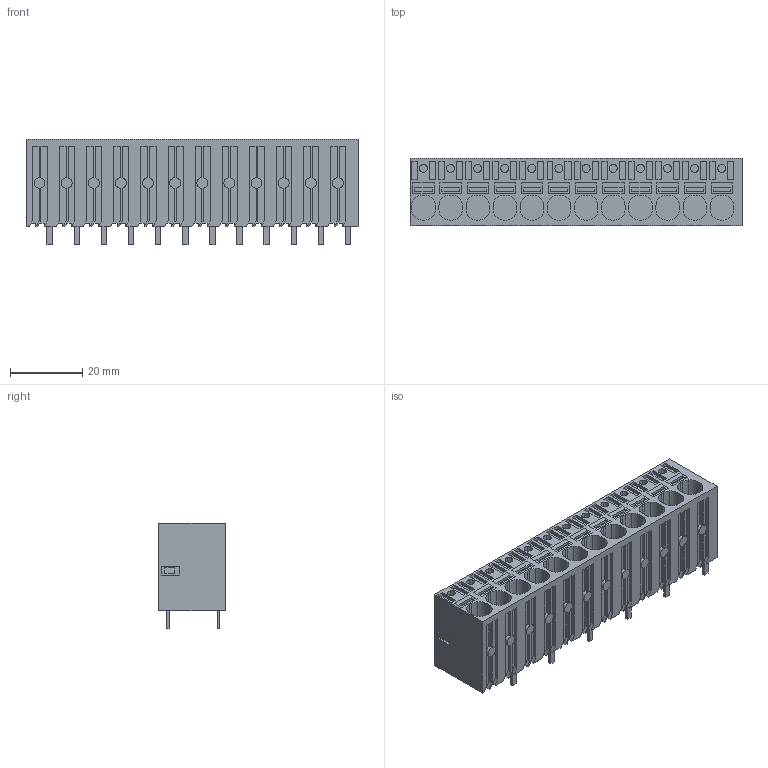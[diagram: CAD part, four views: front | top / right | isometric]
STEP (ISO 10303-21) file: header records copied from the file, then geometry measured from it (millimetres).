
FILE_DESCRIPTION(('CATIA V5 STEP Exchange','CAx-IF Rec.Pracs.--- Model Styling and Organization---1.4--- 2014-01-23'),'2;1');
FILE_NAME ('D1462826_1_2491720000_2491720000.stp','2018-11-19T15:44:55+00:00',('none'),('Weidmueller'),'CATIA Version 5-6 Release 2016 SP3 HF44','CATIA V5 STEP AP214','none');
FILE_SCHEMA(('AUTOMOTIVE_DESIGN { 1 0 10303 214 1 1 1 1 }'));
Length unit declared in the file: millimetre
Products named in the file (1): 2491720000
Bounding box: 91.8 x 18.5 x 29.15 mm (x, y, z)
Volume: 35994.9 mm3; surface area: 15038.1 mm2
Topology: 25 solids, 25 shells, 975 faces, 2527 edges, 1676 vertices
Faces by surface type: plane 831, cylinder 144
Entity records: 28261 total; most frequent: ORIENTED_EDGE 5054, CARTESIAN_POINT 4842, DIRECTION 3769, EDGE_CURVE 2527, VECTOR 2239, LINE 2239, VERTEX_POINT 1676, EDGE_LOOP 1049
